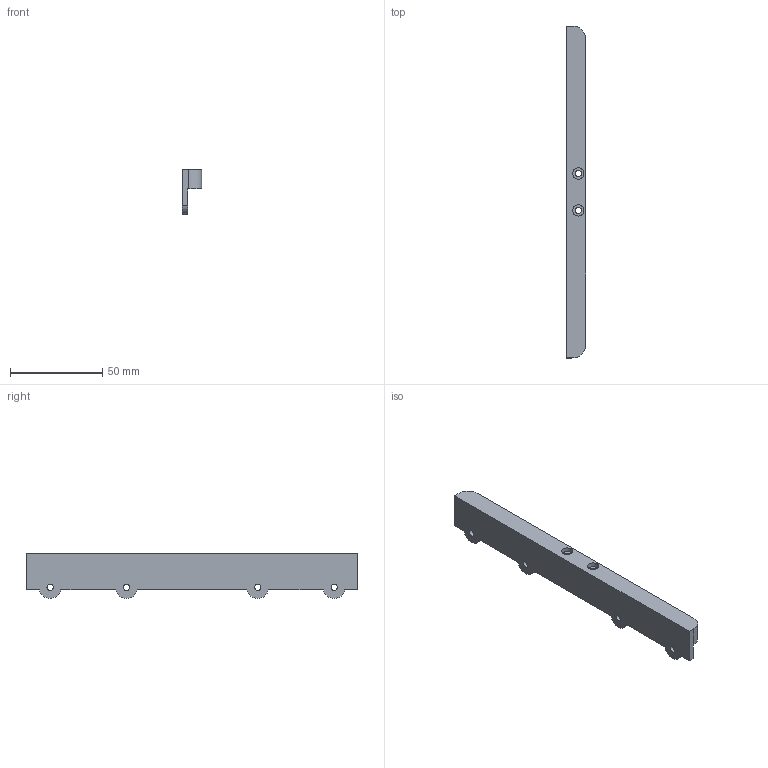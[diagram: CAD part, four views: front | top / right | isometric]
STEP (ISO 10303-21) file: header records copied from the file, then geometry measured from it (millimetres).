
FILE_DESCRIPTION(('FreeCAD Model'),'2;1');
FILE_NAME('Open CASCADE Shape Model','2025-11-27T08:32:42',(''),(''), 'Open CASCADE STEP processor 7.9','FreeCAD','Unknown');
FILE_SCHEMA(('AUTOMOTIVE_DESIGN { 1 0 10303 214 1 1 1 1 }'));
Length unit declared in the file: millimetre
Products named in the file (1): TramCarriage
Bounding box: 10.5 x 180 x 24.34 mm (x, y, z)
Volume: 24578.2 mm3; surface area: 11738.7 mm2
Topology: 1 solids, 1 shells, 56 faces, 144 edges, 96 vertices
Faces by surface type: plane 42, cylinder 14
Full cylindrical faces by diameter (mm): 3.4 x6, 6.1 x2
Entity records: 1742 total; most frequent: CARTESIAN_POINT 297, ORIENTED_EDGE 288, DIRECTION 286, EDGE_CURVE 144, LINE 116, VECTOR 116, VERTEX_POINT 96, AXIS2_PLACEMENT_3D 85
